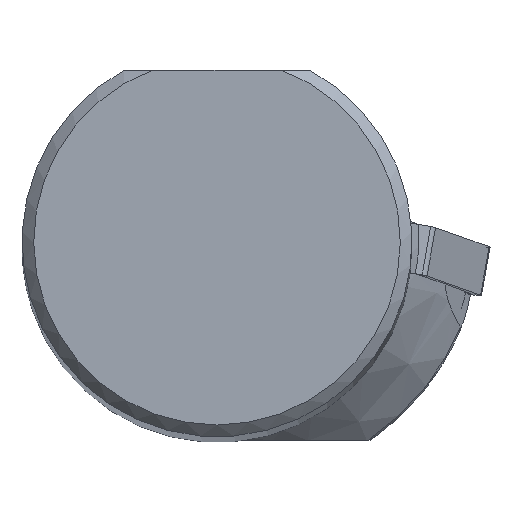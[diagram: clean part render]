
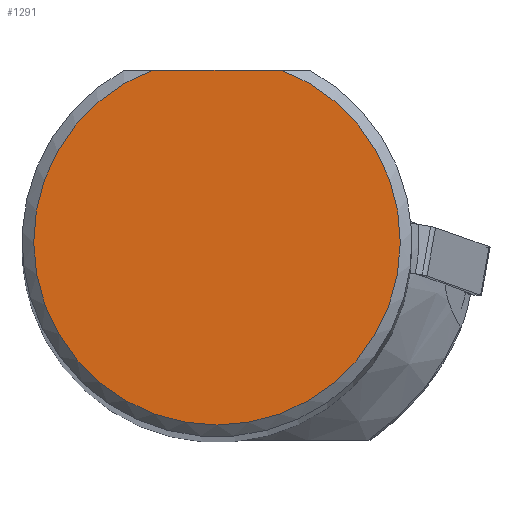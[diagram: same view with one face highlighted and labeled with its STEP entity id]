
A CAD part, top view. The second image highlights one B-rep face of the part: STEP entity #1291.
In plain terms, the highlighted planar face has unit normal (0, 0, 1).
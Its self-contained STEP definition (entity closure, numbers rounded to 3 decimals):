
#677=CARTESIAN_POINT('',(0.,0.,0.));
#678=DIRECTION('',(0.,0.,1.));
#679=DIRECTION('',(-0.352,0.936,0.));
#680=AXIS2_PLACEMENT_3D('',#677,#678,#679);
#685=CARTESIAN_POINT('',(8.261,22.,0.));
#700=CARTESIAN_POINT('',(-8.261,22.,0.));
#705=DIRECTION('',(1.,0.,0.));
#706=VECTOR('',#705,16.523);
#707=CARTESIAN_POINT('',(-8.261,22.,0.));
#708=LINE('',#707,#706);
#713=VERTEX_POINT('',#700);
#764=VERTEX_POINT('',#685);
#1282=CARTESIAN_POINT('',(0.,0.,0.));
#1283=DIRECTION('',(0.,0.,-1.));
#1284=DIRECTION('',(1.,0.,0.));
#1285=AXIS2_PLACEMENT_3D('',#1282,#1283,#1284);
#1286=PLANE('',#1285);
#1287=ORIENTED_EDGE('',*,*,#1181,.T.);
#1288=ORIENTED_EDGE('',*,*,#1267,.F.);
#1289=EDGE_LOOP('',(#1287,#1288));
#1290=FACE_OUTER_BOUND('',#1289,.F.);
#681=CIRCLE('',#680,23.5);
#1181=EDGE_CURVE('',#713,#764,#708,.T.);
#1267=EDGE_CURVE('',#713,#764,#681,.T.);
#1291=ADVANCED_FACE('',(#1290),#1286,.F.);
